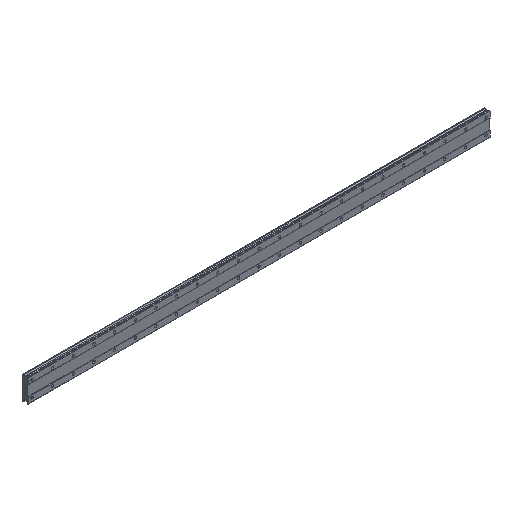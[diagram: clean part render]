
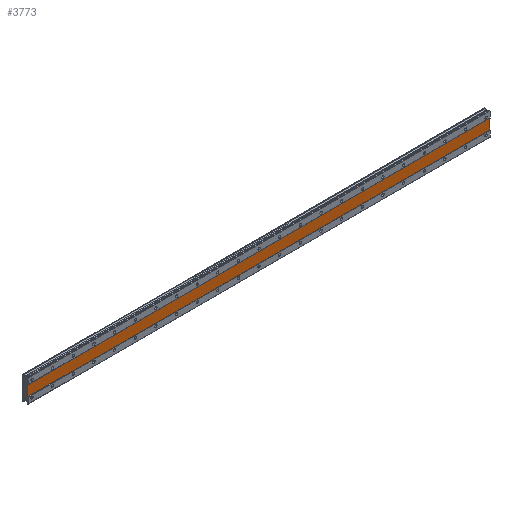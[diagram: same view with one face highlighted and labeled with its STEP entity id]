
A CAD part, isometric view. The second image highlights one B-rep face of the part: STEP entity #3773.
In plain terms, the highlighted planar face has unit normal (0, -1, 0).
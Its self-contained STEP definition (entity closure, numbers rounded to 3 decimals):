
#117 = VECTOR ( 'NONE', #5406, 1000. ) ;
#132 = DIRECTION ( 'NONE',  ( 0., 0., 1. ) ) ;
#215 = CARTESIAN_POINT ( 'NONE',  ( 1775., 1., 20. ) ) ;
#246 = VERTEX_POINT ( 'NONE', #328 ) ;
#328 = CARTESIAN_POINT ( 'NONE',  ( -15., 1., -20. ) ) ;
#846 = VERTEX_POINT ( 'NONE', #2152 ) ;
#985 = VECTOR ( 'NONE', #2504, 1000. ) ;
#1021 = LINE ( 'NONE', #7328, #4542 ) ;
#1271 = LINE ( 'NONE', #5672, #985 ) ;
#1614 = ORIENTED_EDGE ( 'NONE', *, *, #7399, .F. ) ;
#2152 = CARTESIAN_POINT ( 'NONE',  ( 1775., 1., 20. ) ) ;
#2160 = ORIENTED_EDGE ( 'NONE', *, *, #5034, .F. ) ;
#2279 = VECTOR ( 'NONE', #5280, 1000. ) ;
#2452 = EDGE_CURVE ( 'NONE', #246, #5558, #3935, .T. ) ;
#2504 = DIRECTION ( 'NONE',  ( -1., 0., 0. ) ) ;
#2747 = DIRECTION ( 'NONE',  ( 0., 1., 0. ) ) ;
#3001 = ORIENTED_EDGE ( 'NONE', *, *, #5560, .F. ) ;
#3253 = CARTESIAN_POINT ( 'NONE',  ( 1775., 1., -20. ) ) ;
#3484 = CARTESIAN_POINT ( 'NONE',  ( -15., 1., 20. ) ) ;
#3773 = ADVANCED_FACE ( 'NONE', ( #5903 ), #4557, .F. ) ;
#3904 = CARTESIAN_POINT ( 'NONE',  ( 1775., 1., 20. ) ) ;
#3916 = ORIENTED_EDGE ( 'NONE', *, *, #2452, .F. ) ;
#3935 = LINE ( 'NONE', #3484, #117 ) ;
#4542 = VECTOR ( 'NONE', #5441, 1000. ) ;
#4557 = PLANE ( 'NONE',  #5323 ) ;
#5034 = EDGE_CURVE ( 'NONE', #846, #6707, #5920, .T. ) ;
#5162 = EDGE_LOOP ( 'NONE', ( #1614, #2160, #3001, #3916 ) ) ;
#5280 = DIRECTION ( 'NONE',  ( 0., 0., -1. ) ) ;
#5323 = AXIS2_PLACEMENT_3D ( 'NONE', #215, #2747, #132 ) ;
#5406 = DIRECTION ( 'NONE',  ( 0., 0., 1. ) ) ;
#5441 = DIRECTION ( 'NONE',  ( 1., 0., 0. ) ) ;
#5537 = CARTESIAN_POINT ( 'NONE',  ( -15., 1., 20. ) ) ;
#5558 = VERTEX_POINT ( 'NONE', #5537 ) ;
#5560 = EDGE_CURVE ( 'NONE', #5558, #846, #1021, .T. ) ;
#5672 = CARTESIAN_POINT ( 'NONE',  ( 1775., 1., -20. ) ) ;
#5903 = FACE_OUTER_BOUND ( 'NONE', #5162, .T. ) ;
#5920 = LINE ( 'NONE', #3904, #2279 ) ;
#6707 = VERTEX_POINT ( 'NONE', #3253 ) ;
#7328 = CARTESIAN_POINT ( 'NONE',  ( 1775., 1., 20. ) ) ;
#7399 = EDGE_CURVE ( 'NONE', #6707, #246, #1271, .T. ) ;
